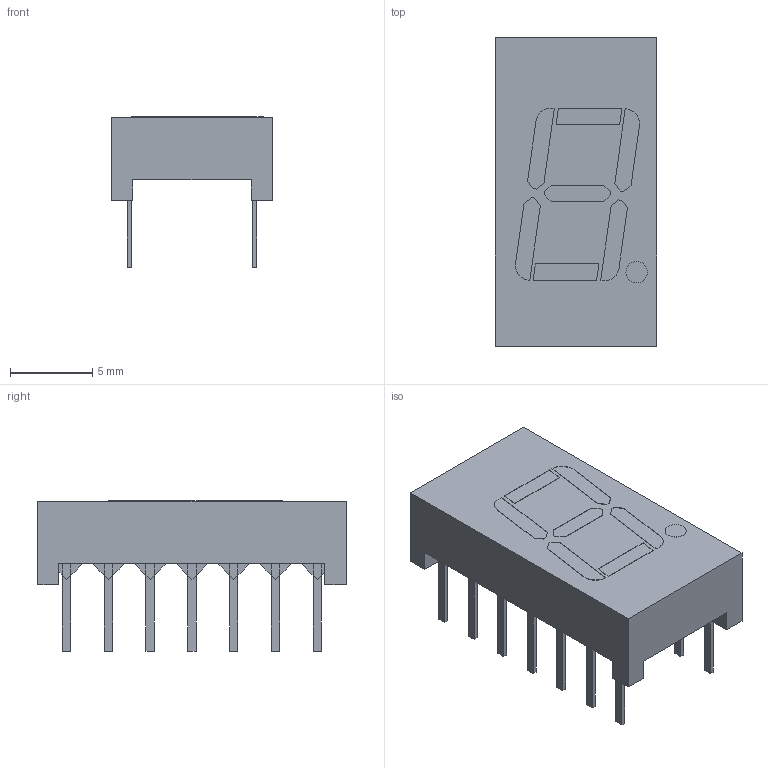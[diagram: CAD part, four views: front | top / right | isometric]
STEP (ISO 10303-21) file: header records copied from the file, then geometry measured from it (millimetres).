
FILE_DESCRIPTION(('FreeCAD Model'),'2;1');
FILE_NAME('Cut001_sp.step','2017-07-26T11:13:17',( 'kicad StepUp'),('ksu MCAD'),'Open CASCADE STEP processor 7.1', 'FreeCAD','Unknown');
FILE_SCHEMA(('AUTOMOTIVE_DESIGN { 1 0 10303 214 1 1 1 1 }'));
Length unit declared in the file: millimetre
Products named in the file (1): Cut001_sp
Bounding box: 9.8 x 18.75 x 9.16 mm (x, y, z)
Volume: 720.3 mm3; surface area: 735.8 mm2
Topology: 1 solids, 1 shells, 259 faces, 625 edges, 386 vertices
Faces by surface type: plane 254, cylinder 5
Full cylindrical faces by diameter (mm): 1.3 x1
Entity records: 4657 total; most frequent: ORIENTED_EDGE 1009, CARTESIAN_POINT 645, EDGE_CURVE 625, LINE 427, VERTEX_POINT 386, FACE_BOUND 277, EDGE_LOOP 277, ADVANCED_FACE 259
